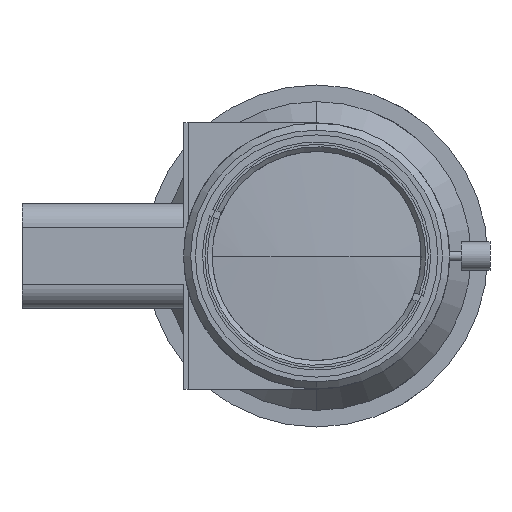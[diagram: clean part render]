
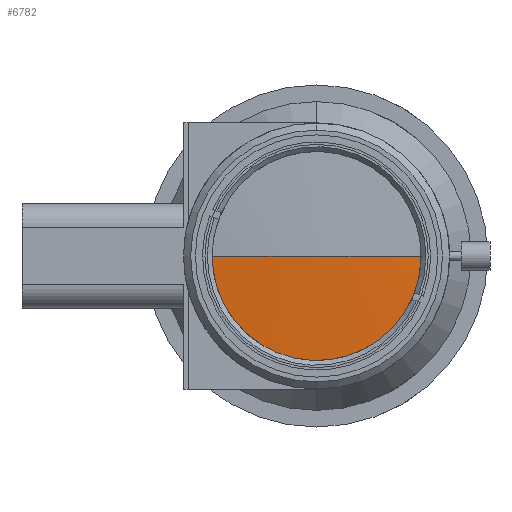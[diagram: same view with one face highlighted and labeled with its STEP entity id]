
A CAD part, left-side view. The second image highlights one B-rep face of the part: STEP entity #6782.
In plain terms, the highlighted spherical face has radius 258.4 mm.
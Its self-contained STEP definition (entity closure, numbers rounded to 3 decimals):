
#340 = VERTEX_POINT ( 'NONE', #10861 ) ;
#430 = DIRECTION ( 'NONE',  ( 0., 0., 1. ) ) ;
#1389 = VERTEX_POINT ( 'NONE', #11408 ) ;
#1730 = ORIENTED_EDGE ( 'NONE', *, *, #9262, .T. ) ;
#2223 = EDGE_CURVE ( 'NONE', #340, #5001, #7760, .T. ) ;
#2748 = CARTESIAN_POINT ( 'NONE',  ( 0., 0., 0. ) ) ;
#3182 = CARTESIAN_POINT ( 'NONE',  ( 258.4, 0., 0. ) ) ;
#3752 = EDGE_LOOP ( 'NONE', ( #1730, #4252, #4348 ) ) ;
#4020 = DIRECTION ( 'NONE',  ( -1., 0., 0. ) ) ;
#4252 = ORIENTED_EDGE ( 'NONE', *, *, #5160, .T. ) ;
#4348 = ORIENTED_EDGE ( 'NONE', *, *, #2223, .F. ) ;
#5001 = VERTEX_POINT ( 'NONE', #2748 ) ;
#5160 = EDGE_CURVE ( 'NONE', #1389, #5001, #7511, .T. ) ;
#5608 = DIRECTION ( 'NONE',  ( 0., 0., -1. ) ) ;
#5843 = DIRECTION ( 'NONE',  ( 0., 1., 0. ) ) ;
#6585 = CARTESIAN_POINT ( 'NONE',  ( 258.4, 0., 0. ) ) ;
#6630 = CIRCLE ( 'NONE', #6720, 23. ) ;
#6720 = AXIS2_PLACEMENT_3D ( 'NONE', #9665, #4020, #7866 ) ;
#6782 = ADVANCED_FACE ( 'NONE', ( #10170 ), #11588, .T. ) ;
#6995 = CARTESIAN_POINT ( 'NONE',  ( 258.4, 0., 0. ) ) ;
#7074 = AXIS2_PLACEMENT_3D ( 'NONE', #6995, #10831, #5843 ) ;
#7383 = AXIS2_PLACEMENT_3D ( 'NONE', #6585, #5608, #10879 ) ;
#7511 = CIRCLE ( 'NONE', #7383, 258.4 ) ;
#7760 = CIRCLE ( 'NONE', #10993, 258.4 ) ;
#7866 = DIRECTION ( 'NONE',  ( 0., 0., 1. ) ) ;
#8692 = DIRECTION ( 'NONE',  ( 1., 0., 0. ) ) ;
#9262 = EDGE_CURVE ( 'NONE', #340, #1389, #6630, .T. ) ;
#9665 = CARTESIAN_POINT ( 'NONE',  ( 1.026, 0., 0. ) ) ;
#10170 = FACE_OUTER_BOUND ( 'NONE', #3752, .T. ) ;
#10831 = DIRECTION ( 'NONE',  ( 0., 0., -1. ) ) ;
#10861 = CARTESIAN_POINT ( 'NONE',  ( 1.026, 23., 0. ) ) ;
#10879 = DIRECTION ( 'NONE',  ( 0., 1., 0. ) ) ;
#10993 = AXIS2_PLACEMENT_3D ( 'NONE', #3182, #430, #8692 ) ;
#11408 = CARTESIAN_POINT ( 'NONE',  ( 1.026, -23., 0. ) ) ;
#11588 = SPHERICAL_SURFACE ( 'NONE', #7074, 258.4 ) ;
